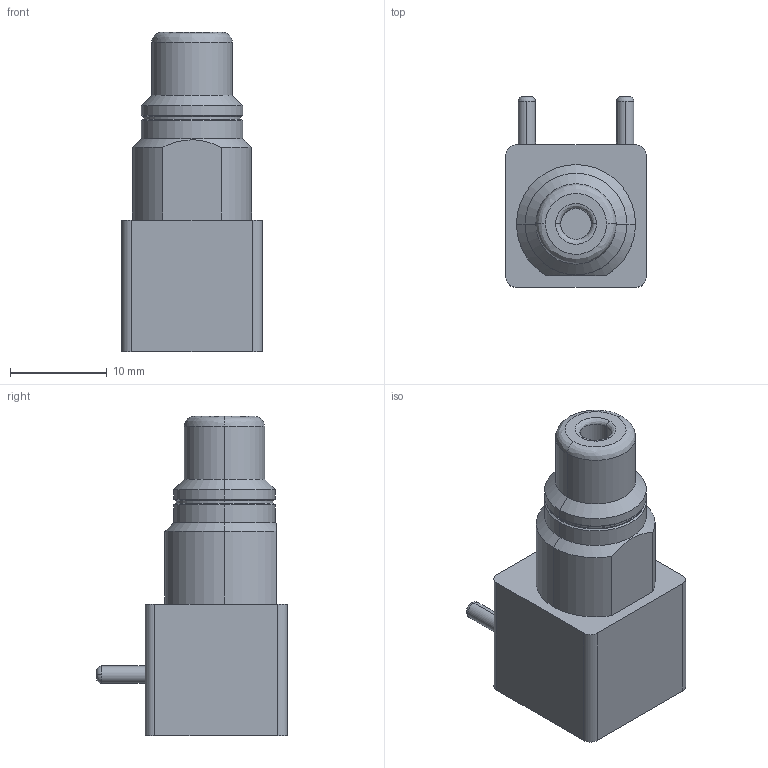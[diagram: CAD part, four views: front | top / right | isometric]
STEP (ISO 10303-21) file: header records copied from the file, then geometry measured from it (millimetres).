
FILE_DESCRIPTION (( 'STEP AP214' ), '1' );
FILE_NAME ('RCA_B1.STEP', '2021-10-27T14:52:42', ( '' ), ( '' ), 'SwSTEP 2.0', 'SolidWorks 2020', '' );
FILE_SCHEMA (( 'AUTOMOTIVE_DESIGN' ));
Length unit declared in the file: metre
Products named in the file (1): RCA_B1
Bounding box: 14.5 x 19.7 x 33 mm (x, y, z)
Volume: 4519.1 mm3; surface area: 1923.9 mm2
Topology: 1 solids, 1 shells, 50 faces, 110 edges, 68 vertices
Faces by surface type: cylinder 21, plane 13, cone 8, bspline 4, torus 4
Entity records: 2025 total; most frequent: CARTESIAN_POINT 312, DIRECTION 261, ORIENTED_EDGE 220, EDGE_CURVE 110, AXIS2_PLACEMENT_3D 109, VERTEX_POINT 68, CIRCLE 62, EDGE_LOOP 56
